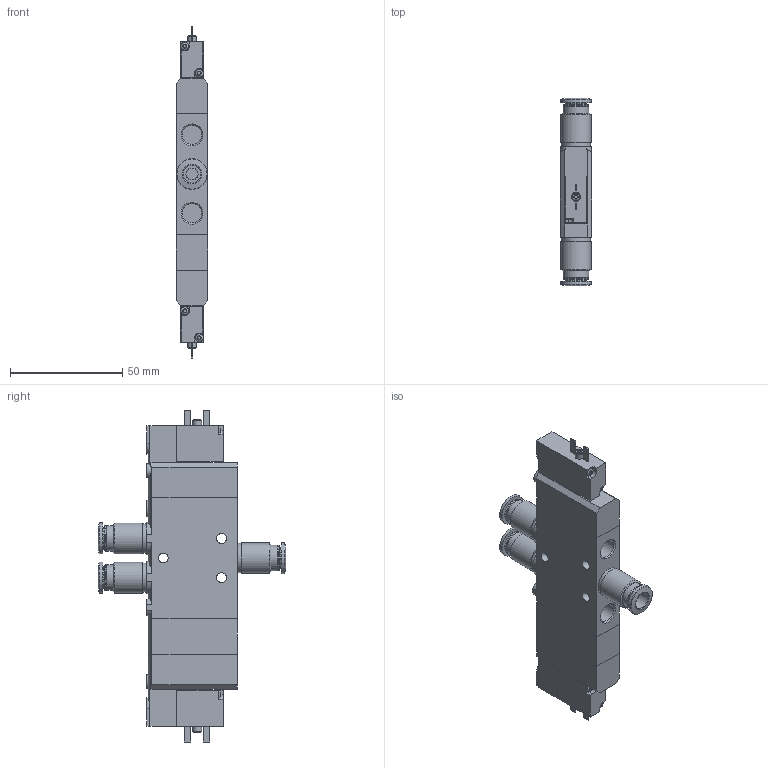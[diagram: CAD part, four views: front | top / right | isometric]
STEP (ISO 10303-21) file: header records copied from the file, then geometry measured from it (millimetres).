
FILE_DESCRIPTION(/* description */ ('STEP AP214'),/* implementation_level */ '2;1');
FILE_NAME(/* name */ '196900_CPE14-M1BH-5_3E-QS-8',/* time_stamp */ '2024-08-06T17:50:23+02:00',/* author */ ('License CC BY-ND 4.0'),/* organization */ ('CADENAS'),/* preprocessor_version */ 'ST-DEVELOPER v19.3',/* originating_system */ 'PARTsolutions',/* authorisation */ ' ');
FILE_SCHEMA (('AUTOMOTIVE_DESIGN {1 0 10303 214 3 1 1}'));
Length unit declared in the file: millimetre
Products named in the file (5): 196900 CPE14-M1BH-5/3E-QS-8; CPE14-...-5; 186109 QS-G1/8-8-I; CPE14-KMYZ9_M1BH; CPE14-ZWSTUECK_M1BH
Assembly tree (7 placements, depth 2):
  196900 CPE14-M1BH-5/3E-QS-8
    CPE14-...-5
    186109 QS-G1/8-8-I  x3
    CPE14-KMYZ9_M1BH  x2
    CPE14-ZWSTUECK_M1BH
Bounding box: 14 x 83.6 x 148 mm (x, y, z)
Volume: 69112.5 mm3; surface area: 26863.4 mm2
Topology: 7 solids, 7 shells, 389 faces, 904 edges, 575 vertices
Faces by surface type: plane 174, cylinder 142, cone 60, torus 13
Full cylindrical faces by diameter (mm): 1.567 x2, 2 x2, 2.459 x4, 2.5 x2, 3.6 x4, 4 x2, 4.4 x3, 4.55 x2, 6 x2, 8 x3, 8.566 x5, 9.4 x3, 9.728 x3, 11.4 x6, 12.4 x6, 13 x3, 13.7 x3, 13.8 x3
Entity records: 5797 total; most frequent: CARTESIAN_POINT 1105, DIRECTION 889, ORIENTED_EDGE 786, EDGE_CURVE 393, AXIS2_PLACEMENT_3D 349, VERTEX_POINT 281, EDGE_LOOP 278, FACE_BOUND 278
